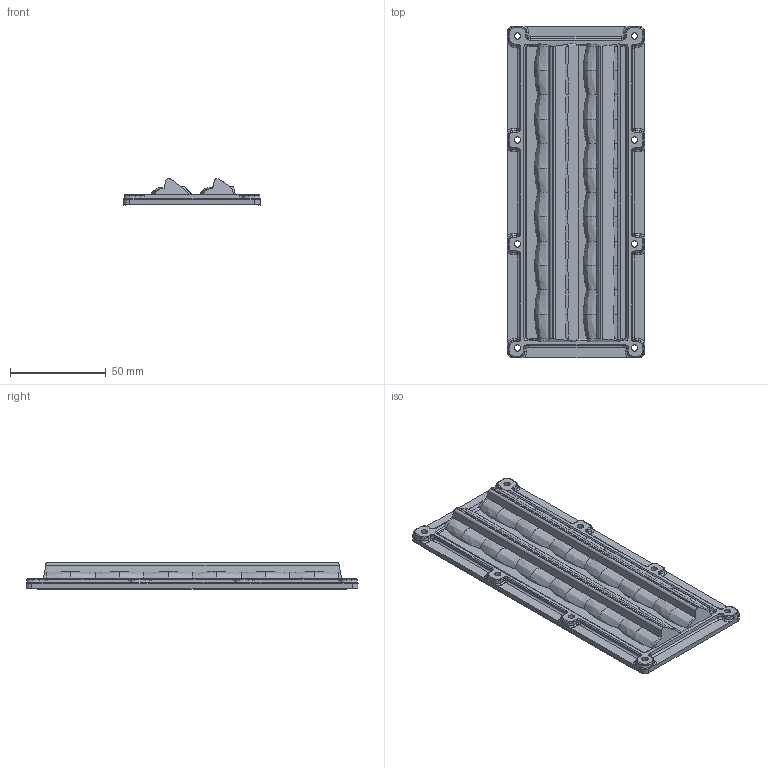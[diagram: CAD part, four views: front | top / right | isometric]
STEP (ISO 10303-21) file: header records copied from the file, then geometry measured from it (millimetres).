
FILE_DESCRIPTION((''),'2;1');
FILE_NAME('12IN241-P60-3D','2023-03-23T',('Administrator'),(''),'PRO/ENGINEER BY PARAMETRIC TECHNOLOGY CORPORATION, 2007090','PRO/ENGINEER BY PARAMETRIC TECHNOLOGY CORPORATION, 2007090','');
FILE_SCHEMA(('CONFIG_CONTROL_DESIGN'));
Length unit declared in the file: millimetre
Products named in the file (1): 12IN241-P60-3D
Bounding box: 71.78 x 173.63 x 13.84 mm (x, y, z)
Volume: 57361.1 mm3; surface area: 37777 mm2
Topology: 1 solids, 5 shells, 545 faces, 1459 edges, 928 vertices
Faces by surface type: bspline 192, plane 168, cylinder 135, cone 20, extrusion 18, torus 12
Entity records: 26804 total; most frequent: CARTESIAN_POINT 15228, ORIENTED_EDGE 2918, DIRECTION 1573, EDGE_CURVE 1459, VERTEX_POINT 928, B_SPLINE_CURVE_WITH_KNOTS 779, EDGE_LOOP 565, FACE_OUTER_BOUND 545
